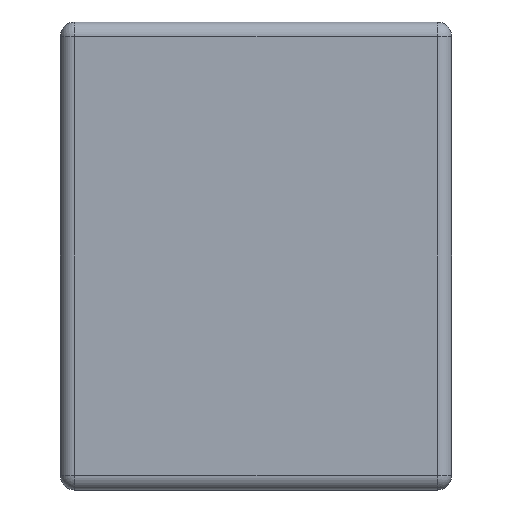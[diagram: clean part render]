
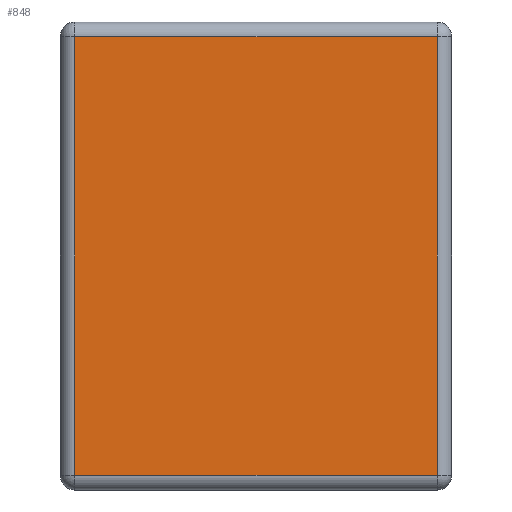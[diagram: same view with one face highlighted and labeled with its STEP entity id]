
A CAD part, left-side view. The second image highlights one B-rep face of the part: STEP entity #848.
In plain terms, the highlighted planar face has unit normal (-1, 0, 0).
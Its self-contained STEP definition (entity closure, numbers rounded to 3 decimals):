
#41=PLANE('',#954);
#81=FACE_OUTER_BOUND('',#142,.T.);
#142=EDGE_LOOP('',(#670,#671,#672,#673));
#200=LINE('',#1430,#264);
#203=LINE('',#1434,#267);
#204=LINE('',#1436,#268);
#209=LINE('',#1443,#273);
#264=VECTOR('',#1149,10.);
#267=VECTOR('',#1154,10.);
#268=VECTOR('',#1157,10.);
#273=VECTOR('',#1166,10.);
#370=VERTEX_POINT('',#1353);
#375=VERTEX_POINT('',#1363);
#379=VERTEX_POINT('',#1374);
#386=VERTEX_POINT('',#1395);
#480=EDGE_CURVE('',#379,#386,#200,.T.);
#483=EDGE_CURVE('',#386,#375,#203,.T.);
#484=EDGE_CURVE('',#370,#379,#204,.T.);
#489=EDGE_CURVE('',#375,#370,#209,.T.);
#670=ORIENTED_EDGE('',*,*,#480,.F.);
#671=ORIENTED_EDGE('',*,*,#484,.F.);
#672=ORIENTED_EDGE('',*,*,#489,.F.);
#673=ORIENTED_EDGE('',*,*,#483,.F.);
#848=ADVANCED_FACE('',(#81),#41,.T.);
#954=AXIS2_PLACEMENT_3D('',#1449,#1177,#1178);
#1149=DIRECTION('',(0.,1.,0.));
#1154=DIRECTION('',(0.,0.,1.));
#1157=DIRECTION('',(0.,0.,-1.));
#1166=DIRECTION('',(0.,-1.,0.));
#1177=DIRECTION('center_axis',(-1.,0.,0.));
#1178=DIRECTION('ref_axis',(0.,-1.,0.));
#1353=CARTESIAN_POINT('',(-0.5,-0.236,0.591));
#1363=CARTESIAN_POINT('',(-0.5,0.236,0.591));
#1374=CARTESIAN_POINT('',(-0.5,-0.236,0.019));
#1395=CARTESIAN_POINT('',(-0.5,0.236,0.019));
#1430=CARTESIAN_POINT('',(-0.5,0.128,0.019));
#1434=CARTESIAN_POINT('',(-0.5,0.236,0.));
#1436=CARTESIAN_POINT('',(-0.5,-0.236,0.));
#1443=CARTESIAN_POINT('',(-0.5,0.128,0.591));
#1449=CARTESIAN_POINT('Origin',(-0.5,0.255,0.));
